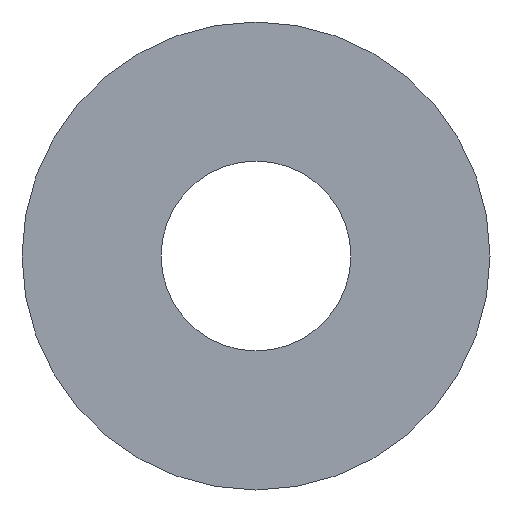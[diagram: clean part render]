
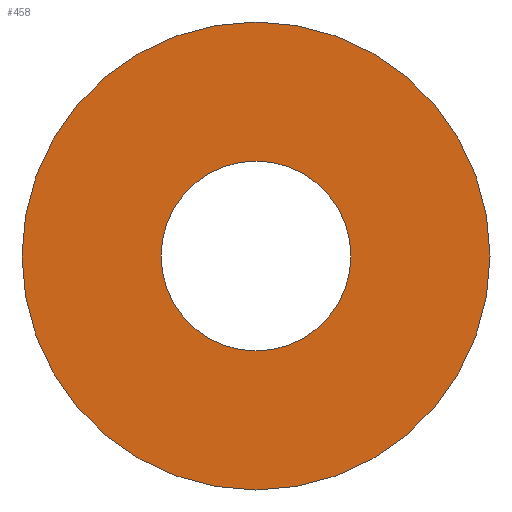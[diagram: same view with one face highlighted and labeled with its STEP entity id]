
A CAD part, left-side view. The second image highlights one B-rep face of the part: STEP entity #458.
In plain terms, the highlighted planar face has unit normal (-1, 0, 0).
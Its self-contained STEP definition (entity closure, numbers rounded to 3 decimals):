
#3 = CARTESIAN_POINT ( 'NONE',  ( 0., 0., -7. ) ) ;
#11 = CARTESIAN_POINT ( 'NONE',  ( 0., 0., 17.25 ) ) ;
#86 = PLANE ( 'NONE',  #232 ) ;
#100 = AXIS2_PLACEMENT_3D ( 'NONE', #474, #560, #209 ) ;
#117 = EDGE_CURVE ( 'NONE', #214, #214, #308, .T. ) ;
#136 = DIRECTION ( 'NONE',  ( -1., 0., 0. ) ) ;
#161 = AXIS2_PLACEMENT_3D ( 'NONE', #210, #162, #211 ) ;
#162 = DIRECTION ( 'NONE',  ( -1., 0., 0. ) ) ;
#175 = ORIENTED_EDGE ( 'NONE', *, *, #231, .T. ) ;
#188 = DIRECTION ( 'NONE',  ( 0., 0., 1. ) ) ;
#209 = DIRECTION ( 'NONE',  ( 0., 0., -1. ) ) ;
#210 = CARTESIAN_POINT ( 'NONE',  ( 0., 0., 0. ) ) ;
#211 = DIRECTION ( 'NONE',  ( 0., 0., 1. ) ) ;
#214 = VERTEX_POINT ( 'NONE', #3 ) ;
#231 = EDGE_CURVE ( 'NONE', #380, #380, #539, .T. ) ;
#232 = AXIS2_PLACEMENT_3D ( 'NONE', #494, #136, #188 ) ;
#272 = EDGE_LOOP ( 'NONE', ( #564 ) ) ;
#288 = FACE_OUTER_BOUND ( 'NONE', #558, .T. ) ;
#308 = CIRCLE ( 'NONE', #100, 7. ) ;
#380 = VERTEX_POINT ( 'NONE', #11 ) ;
#420 = FACE_BOUND ( 'NONE', #272, .T. ) ;
#458 = ADVANCED_FACE ( 'NONE', ( #420, #288 ), #86, .T. ) ;
#474 = CARTESIAN_POINT ( 'NONE',  ( 0., 0., 0. ) ) ;
#494 = CARTESIAN_POINT ( 'NONE',  ( 0., -12., -6.928 ) ) ;
#539 = CIRCLE ( 'NONE', #161, 17.25 ) ;
#558 = EDGE_LOOP ( 'NONE', ( #175 ) ) ;
#560 = DIRECTION ( 'NONE',  ( 1., 0., 0. ) ) ;
#564 = ORIENTED_EDGE ( 'NONE', *, *, #117, .T. ) ;
